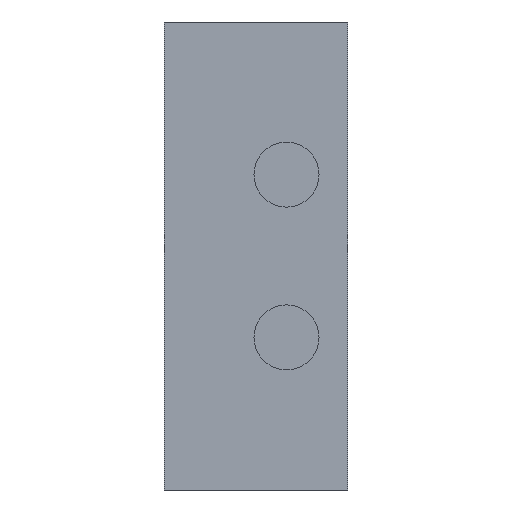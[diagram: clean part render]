
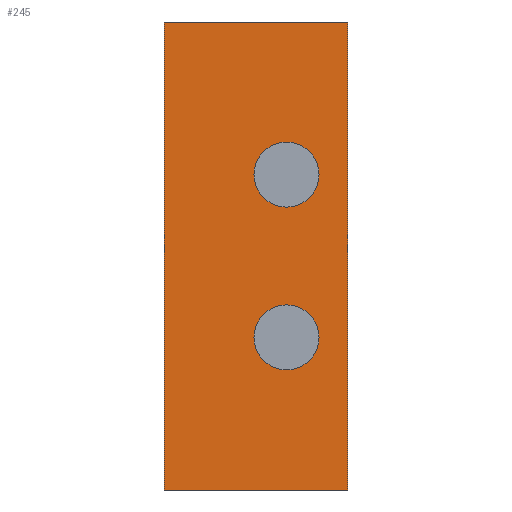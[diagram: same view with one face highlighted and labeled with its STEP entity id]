
A CAD part, front view. The second image highlights one B-rep face of the part: STEP entity #245.
In plain terms, the highlighted planar face has unit normal (0, -1, 0).
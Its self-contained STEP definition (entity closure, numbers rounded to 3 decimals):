
#29=PLANE('',#281);
#43=FACE_OUTER_BOUND('',#63,.T.);
#63=EDGE_LOOP('',(#211,#212,#213,#214));
#73=LINE('',#381,#95);
#79=LINE('',#393,#101);
#89=LINE('',#412,#111);
#90=LINE('',#414,#112);
#95=VECTOR('',#311,10.);
#101=VECTOR('',#319,10.);
#111=VECTOR('',#337,10.);
#112=VECTOR('',#340,10.);
#127=VERTEX_POINT('',#379);
#128=VERTEX_POINT('',#380);
#133=VERTEX_POINT('',#392);
#138=VERTEX_POINT('',#410);
#149=EDGE_CURVE('',#127,#128,#73,.T.);
#155=EDGE_CURVE('',#133,#128,#79,.T.);
#165=EDGE_CURVE('',#127,#138,#89,.T.);
#166=EDGE_CURVE('',#133,#138,#90,.T.);
#211=ORIENTED_EDGE('',*,*,#165,.T.);
#212=ORIENTED_EDGE('',*,*,#166,.F.);
#213=ORIENTED_EDGE('',*,*,#155,.T.);
#214=ORIENTED_EDGE('',*,*,#149,.F.);
#245=ADVANCED_FACE('',(#43),#29,.T.);
#281=AXIS2_PLACEMENT_3D('',#413,#338,#339);
#311=DIRECTION('',(-1.,0.,0.));
#319=DIRECTION('',(0.,0.,-1.));
#337=DIRECTION('',(0.,0.,1.));
#338=DIRECTION('center_axis',(0.,-1.,0.));
#339=DIRECTION('ref_axis',(1.,0.,0.));
#340=DIRECTION('',(1.,0.,0.));
#379=CARTESIAN_POINT('',(90.,0.,-115.));
#380=CARTESIAN_POINT('',(0.,0.,-115.));
#381=CARTESIAN_POINT('',(0.,0.,-115.));
#392=CARTESIAN_POINT('',(0.,0.,115.));
#393=CARTESIAN_POINT('',(0.,0.,0.));
#410=CARTESIAN_POINT('',(90.,0.,115.));
#412=CARTESIAN_POINT('',(90.,0.,0.));
#413=CARTESIAN_POINT('Origin',(0.,0.,0.));
#414=CARTESIAN_POINT('',(0.,0.,115.));
